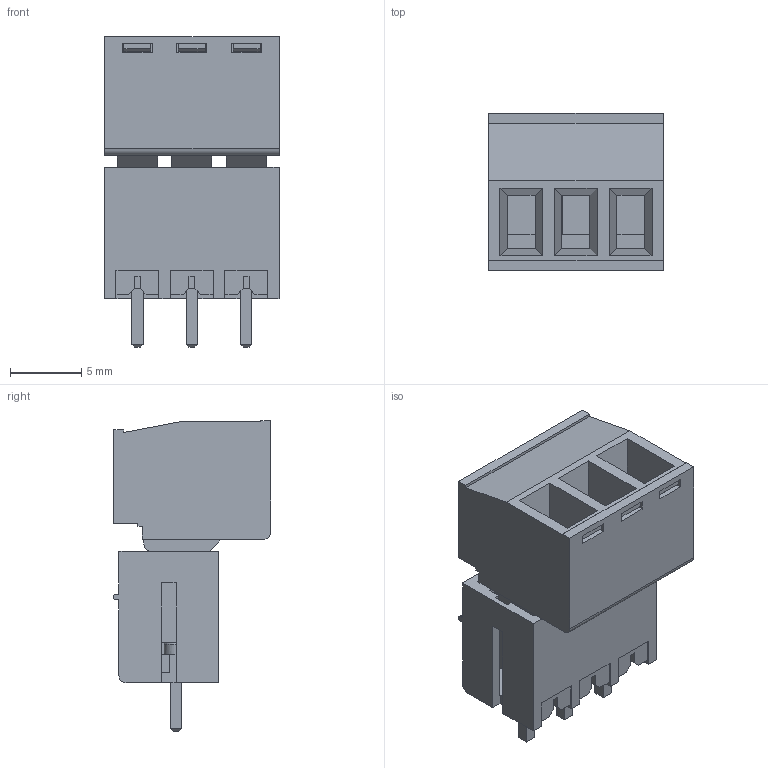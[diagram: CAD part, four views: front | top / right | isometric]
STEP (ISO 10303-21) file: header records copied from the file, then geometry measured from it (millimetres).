
FILE_DESCRIPTION (( 'STEP AP214' ), '1' );
FILE_NAME ('User Library-15EDG-3.81-03P.STEP', '2023-07-03T13:29:11', ( '' ), ( '' ), 'SwSTEP 2.0', 'SolidWorks 2022', '' );
FILE_SCHEMA (( 'AUTOMOTIVE_DESIGN' ));
Length unit declared in the file: millimetre
Products named in the file (3): 15EDGVC-3; User Library-15EDG-3.81-03P; 15EDGK-3
Assembly tree (2 placements, depth 2):
  User Library-15EDG-3.81-03P
    15EDGK-3
    15EDGVC-3
Bounding box: 12.25 x 11.03 x 21.75 mm (x, y, z)
Volume: 1441.1 mm3; surface area: 2641.3 mm2
Topology: 2 solids, 2 shells, 473 faces, 1241 edges, 800 vertices
Faces by surface type: plane 415, cylinder 46, torus 6, bspline 6
Entity records: 19660 total; most frequent: CARTESIAN_POINT 2627, ORIENTED_EDGE 2482, DIRECTION 2309, EDGE_CURVE 1241, LINE 1105, VECTOR 1105, VERTEX_POINT 800, AXIS2_PLACEMENT_3D 602
